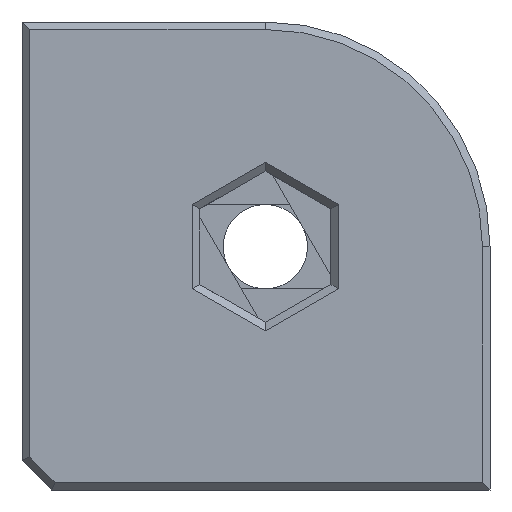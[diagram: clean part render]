
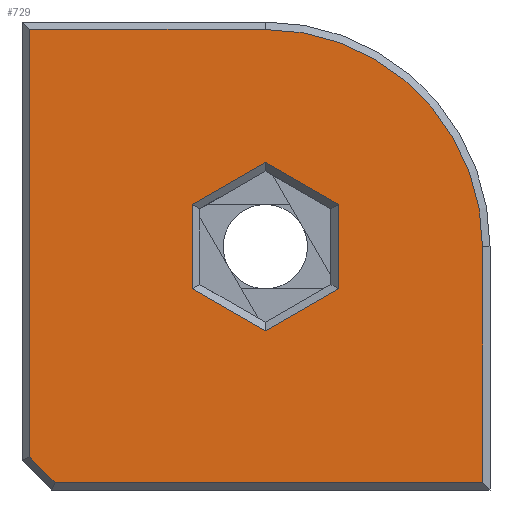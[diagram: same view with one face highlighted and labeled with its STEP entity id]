
A CAD part, front view. The second image highlights one B-rep face of the part: STEP entity #729.
In plain terms, the highlighted planar face has unit normal (0, -1, 0).
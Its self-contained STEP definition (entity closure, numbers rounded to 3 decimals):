
#15=FACE_BOUND('',#81,.T.);
#19=CIRCLE('',#780,11.6);
#38=FACE_OUTER_BOUND('',#80,.T.);
#80=EDGE_LOOP('',(#513,#514,#515,#516,#517,#518));
#81=EDGE_LOOP('',(#519,#520,#521,#522,#523,#524));
#115=LINE('',#1030,#210);
#119=LINE('',#1038,#214);
#124=LINE('',#1049,#219);
#127=LINE('',#1058,#222);
#130=LINE('',#1062,#225);
#141=LINE('',#1088,#236);
#142=LINE('',#1090,#237);
#143=LINE('',#1092,#238);
#144=LINE('',#1094,#239);
#145=LINE('',#1096,#240);
#146=LINE('',#1097,#241);
#210=VECTOR('',#831,10.);
#214=VECTOR('',#837,10.);
#219=VECTOR('',#844,10.);
#222=VECTOR('',#855,10.);
#225=VECTOR('',#860,10.);
#236=VECTOR('',#881,10.);
#237=VECTOR('',#882,10.);
#238=VECTOR('',#883,10.);
#239=VECTOR('',#884,10.);
#240=VECTOR('',#885,10.);
#241=VECTOR('',#886,10.);
#305=VERTEX_POINT('',#1028);
#306=VERTEX_POINT('',#1029);
#309=VERTEX_POINT('',#1037);
#313=VERTEX_POINT('',#1046);
#314=VERTEX_POINT('',#1048);
#316=VERTEX_POINT('',#1053);
#325=VERTEX_POINT('',#1086);
#326=VERTEX_POINT('',#1087);
#327=VERTEX_POINT('',#1089);
#328=VERTEX_POINT('',#1091);
#329=VERTEX_POINT('',#1093);
#330=VERTEX_POINT('',#1095);
#369=EDGE_CURVE('',#305,#306,#115,.T.);
#373=EDGE_CURVE('',#306,#309,#119,.T.);
#378=EDGE_CURVE('',#313,#314,#124,.T.);
#381=EDGE_CURVE('',#316,#313,#19,.T.);
#383=EDGE_CURVE('',#309,#316,#127,.T.);
#386=EDGE_CURVE('',#314,#305,#130,.T.);
#398=EDGE_CURVE('',#325,#326,#141,.T.);
#399=EDGE_CURVE('',#327,#325,#142,.T.);
#400=EDGE_CURVE('',#328,#327,#143,.T.);
#401=EDGE_CURVE('',#329,#328,#144,.T.);
#402=EDGE_CURVE('',#330,#329,#145,.T.);
#403=EDGE_CURVE('',#326,#330,#146,.T.);
#513=ORIENTED_EDGE('',*,*,#378,.F.);
#514=ORIENTED_EDGE('',*,*,#381,.F.);
#515=ORIENTED_EDGE('',*,*,#383,.F.);
#516=ORIENTED_EDGE('',*,*,#373,.F.);
#517=ORIENTED_EDGE('',*,*,#369,.F.);
#518=ORIENTED_EDGE('',*,*,#386,.F.);
#519=ORIENTED_EDGE('',*,*,#398,.F.);
#520=ORIENTED_EDGE('',*,*,#399,.F.);
#521=ORIENTED_EDGE('',*,*,#400,.F.);
#522=ORIENTED_EDGE('',*,*,#401,.F.);
#523=ORIENTED_EDGE('',*,*,#402,.F.);
#524=ORIENTED_EDGE('',*,*,#403,.F.);
#688=PLANE('',#788);
#729=ADVANCED_FACE('',(#38,#15),#688,.T.);
#780=AXIS2_PLACEMENT_3D('',#1055,#849,#850);
#788=AXIS2_PLACEMENT_3D('',#1085,#879,#880);
#831=DIRECTION('',(-0.707,0.,0.707));
#837=DIRECTION('',(0.,0.,1.));
#844=DIRECTION('',(0.,0.,-1.));
#849=DIRECTION('center_axis',(0.,1.,0.));
#850=DIRECTION('ref_axis',(0.707,0.,0.707));
#855=DIRECTION('',(1.,0.,0.));
#860=DIRECTION('',(-1.,0.,0.));
#879=DIRECTION('center_axis',(0.,-1.,0.));
#880=DIRECTION('ref_axis',(1.,0.,0.));
#881=DIRECTION('',(-0.866,0.,0.5));
#882=DIRECTION('',(0.,0.,1.));
#883=DIRECTION('',(0.866,0.,0.5));
#884=DIRECTION('',(0.866,0.,-0.5));
#885=DIRECTION('',(0.,0.,-1.));
#886=DIRECTION('',(-0.866,0.,-0.5));
#1028=CARTESIAN_POINT('',(-1.234,-6.6,-2.6));
#1029=CARTESIAN_POINT('',(-2.6,-6.6,-1.234));
#1030=CARTESIAN_POINT('',(-1.917,-6.6,-1.917));
#1037=CARTESIAN_POINT('',(-2.6,-6.6,21.6));
#1038=CARTESIAN_POINT('',(-2.6,-6.6,3.25));
#1046=CARTESIAN_POINT('',(21.6,-6.6,10.));
#1048=CARTESIAN_POINT('',(21.6,-6.6,-2.6));
#1049=CARTESIAN_POINT('',(21.6,-6.6,4.75));
#1053=CARTESIAN_POINT('',(10.,-6.6,21.6));
#1055=CARTESIAN_POINT('Origin',(10.,-6.6,10.));
#1058=CARTESIAN_POINT('',(3.25,-6.6,21.6));
#1062=CARTESIAN_POINT('',(15.75,-6.6,-2.6));
#1085=CARTESIAN_POINT('Origin',(9.5,-6.6,9.5));
#1086=CARTESIAN_POINT('',(13.9,-6.6,12.252));
#1087=CARTESIAN_POINT('',(10.,-6.6,14.503));
#1088=CARTESIAN_POINT('',(10.996,-6.6,13.928));
#1089=CARTESIAN_POINT('',(13.9,-6.6,7.748));
#1090=CARTESIAN_POINT('',(13.9,-6.6,10.76));
#1091=CARTESIAN_POINT('',(10.,-6.6,5.497));
#1092=CARTESIAN_POINT('',(12.529,-6.6,6.957));
#1093=CARTESIAN_POINT('',(6.1,-6.6,7.748));
#1094=CARTESIAN_POINT('',(8.846,-6.6,6.163));
#1095=CARTESIAN_POINT('',(6.1,-6.6,12.252));
#1096=CARTESIAN_POINT('',(6.1,-6.6,8.74));
#1097=CARTESIAN_POINT('',(6.879,-6.6,12.702));
